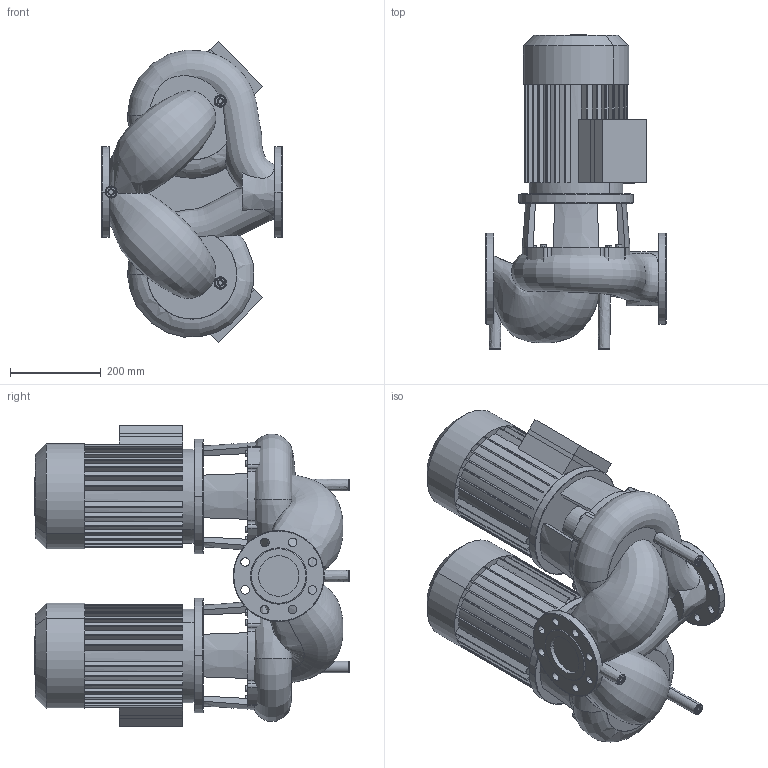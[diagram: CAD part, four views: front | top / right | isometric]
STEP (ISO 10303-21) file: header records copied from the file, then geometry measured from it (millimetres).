
FILE_DESCRIPTION((''),'2;1');
FILE_NAME('3d_DL80_120-4_2-2121050.stp','2016-05-24T12:40:26',(''),(''),'Mechanical Desktop 2009','Mechanical Desktop 2009',', , ');
FILE_SCHEMA(('CONFIG_CONTROL_DESIGN'));
Length unit declared in the file: millimetre
Products named in the file (1): Product
Bounding box: 400 x 691.5 x 662 mm (x, y, z)
Volume: 56707235 mm3; surface area: 2505360.9 mm2
Topology: 17 solids, 17 shells, 689 faces, 1892 edges, 1259 vertices
Faces by surface type: bspline 293, plane 218, cylinder 160, cone 14, torus 4
Entity records: 44015 total; most frequent: CARTESIAN_POINT 27010, ORIENTED_EDGE 3776, DIRECTION 3123, EDGE_CURVE 1888, VERTEX_POINT 1257, AXIS2_PLACEMENT_3D 1042, VECTOR 1039, LINE 1039
